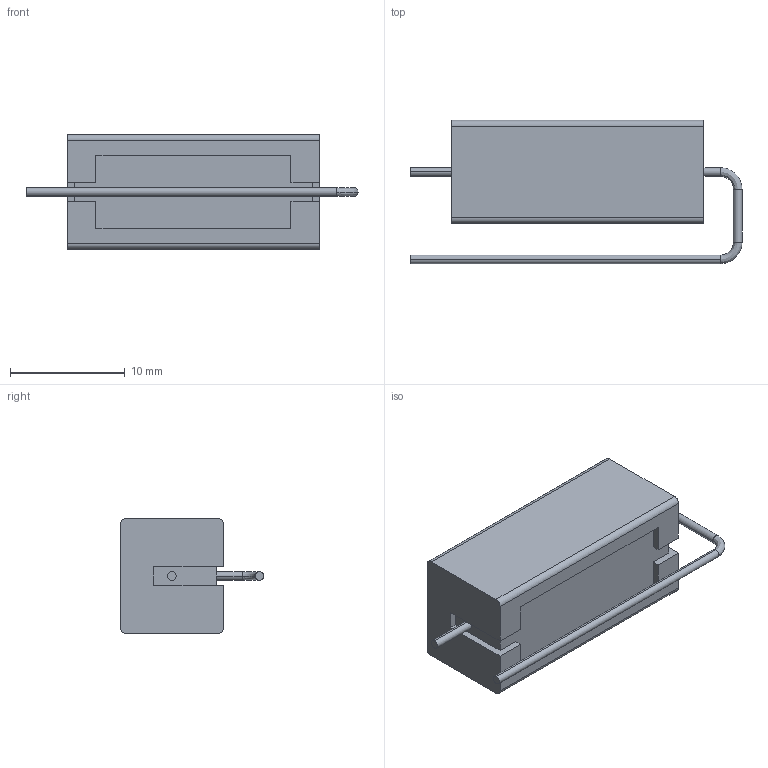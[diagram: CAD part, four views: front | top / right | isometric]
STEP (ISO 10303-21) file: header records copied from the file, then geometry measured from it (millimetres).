
FILE_DESCRIPTION (( 'STEP AP214' ), '1' );
FILE_NAME ('User Library-Cement Fixed Resistors 5W 0R1 PCB Vertical.STEP', '2015-09-09T20:00:32', ( 'Windows User' ), ( '' ), 'SwSTEP 2.0', 'SolidWorks 2015', '' );
FILE_SCHEMA (( 'AUTOMOTIVE_DESIGN' ));
Length unit declared in the file: millimetre
Products named in the file (1): User Library-Cement Fixed Resistors 5W 0R1 PCB Vertical
Bounding box: 28.95 x 12.49 x 10 mm (x, y, z)
Volume: 1913.3 mm3; surface area: 1141.3 mm2
Topology: 1 solids, 1 shells, 128 faces, 342 edges, 226 vertices
Faces by surface type: plane 78, bspline 38, cylinder 12
Entity records: 5618 total; most frequent: CARTESIAN_POINT 1199, ORIENTED_EDGE 684, DIRECTION 486, EDGE_CURVE 342, LINE 244, VECTOR 244, VERTEX_POINT 226, EDGE_LOOP 138
